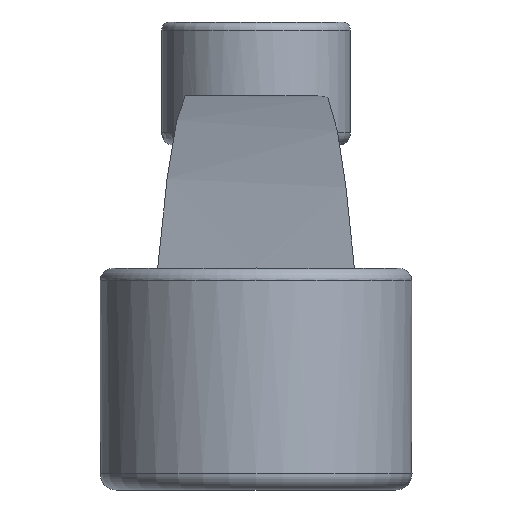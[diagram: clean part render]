
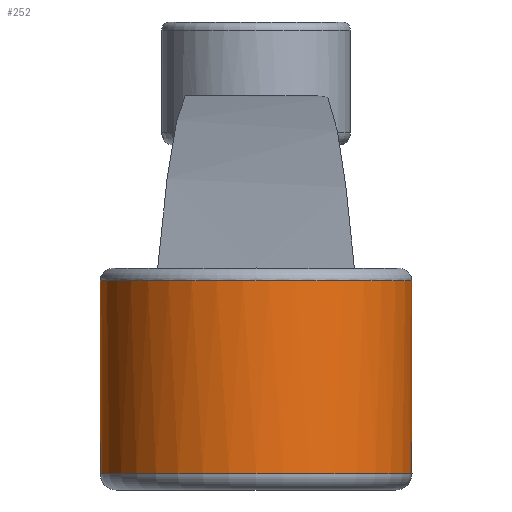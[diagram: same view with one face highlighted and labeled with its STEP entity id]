
A CAD part, left-side view. The second image highlights one B-rep face of the part: STEP entity #252.
In plain terms, the highlighted cylindrical face has radius 19 mm (diameter 38 mm), a full revolution.
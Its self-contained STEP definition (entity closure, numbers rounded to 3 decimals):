
#112=FACE_BOUND('',#325,.T.);
#113=FACE_BOUND('',#326,.T.);
#138=CYLINDRICAL_SURFACE('',#711,19.);
#171=LINE('',#1148,#210);
#174=LINE('',#1154,#213);
#210=VECTOR('',#817,1.);
#213=VECTOR('',#824,1.);
#252=ADVANCED_FACE('',(#112,#113),#138,.T.);
#325=EDGE_LOOP('',(#461));
#326=EDGE_LOOP('',(#462,#463,#464,#465,#466,#467,#468));
#343=CIRCLE('',#676,19.);
#344=CIRCLE('',#678,19.);
#345=CIRCLE('',#680,19.);
#352=CIRCLE('',#710,19.);
#461=ORIENTED_EDGE('',*,*,#641,.T.);
#462=ORIENTED_EDGE('',*,*,#610,.T.);
#463=ORIENTED_EDGE('',*,*,#630,.T.);
#464=ORIENTED_EDGE('',*,*,#598,.T.);
#465=ORIENTED_EDGE('',*,*,#634,.F.);
#466=ORIENTED_EDGE('',*,*,#612,.T.);
#467=ORIENTED_EDGE('',*,*,#608,.T.);
#468=ORIENTED_EDGE('',*,*,#604,.T.);
#540=VERTEX_POINT('',#998);
#541=VERTEX_POINT('',#1000);
#542=VERTEX_POINT('',#1019);
#546=VERTEX_POINT('',#1041);
#550=VERTEX_POINT('',#1075);
#551=VERTEX_POINT('',#1084);
#552=VERTEX_POINT('',#1103);
#567=VERTEX_POINT('',#1174);
#598=EDGE_CURVE('',#541,#540,#343,.T.);
#604=EDGE_CURVE('',#542,#546,#344,.T.);
#608=EDGE_CURVE('',#550,#542,#345,.T.);
#610=EDGE_CURVE('',#546,#551,#657,.T.);
#612=EDGE_CURVE('',#552,#550,#658,.T.);
#630=EDGE_CURVE('',#551,#541,#171,.T.);
#634=EDGE_CURVE('',#552,#540,#174,.T.);
#641=EDGE_CURVE('',#567,#567,#352,.T.);
#657=B_SPLINE_CURVE_WITH_KNOTS('',3,(#1078,#1079,#1080,#1081,#1082,#1083),
.UNSPECIFIED.,.F.,.F.,(4,2,4),(0.,0.5,1.),.UNSPECIFIED.);
#658=B_SPLINE_CURVE_WITH_KNOTS('',3,(#1087,#1088,#1089,#1090,#1091,#1092,
#1093,#1094,#1095,#1096,#1097,#1098,#1099,#1100,#1101,#1102),.UNSPECIFIED.,
.F.,.F.,(4,3,3,3,3,4),(0.,0.109,0.217,0.374,
0.623,1.),.UNSPECIFIED.);
#676=AXIS2_PLACEMENT_3D('',#999,#763,#764);
#678=AXIS2_PLACEMENT_3D('',#1042,#770,#771);
#680=AXIS2_PLACEMENT_3D('',#1074,#776,#777);
#710=AXIS2_PLACEMENT_3D('',#1173,#850,#851);
#711=AXIS2_PLACEMENT_3D('',#1175,#852,#853);
#763=DIRECTION('',(0.,0.,-1.));
#764=DIRECTION('',(1.,0.,0.));
#770=DIRECTION('',(0.,0.,-1.));
#771=DIRECTION('',(1.,0.,0.));
#776=DIRECTION('',(0.,0.,-1.));
#777=DIRECTION('',(1.,0.,0.));
#817=DIRECTION('',(0.,0.,1.));
#824=DIRECTION('',(0.,0.,1.));
#850=DIRECTION('',(0.,0.,1.));
#851=DIRECTION('',(1.,0.,0.));
#852=DIRECTION('',(0.,0.,-1.));
#853=DIRECTION('',(-1.,0.,0.));
#998=CARTESIAN_POINT('',(96.032,190.867,-1.5));
#999=CARTESIAN_POINT('',(81.301,178.867,-1.5));
#1000=CARTESIAN_POINT('',(96.032,166.867,-1.5));
#1019=CARTESIAN_POINT('',(100.301,178.867,-8.));
#1041=CARTESIAN_POINT('',(98.032,169.862,-8.));
#1042=CARTESIAN_POINT('',(81.301,178.867,-8.));
#1074=CARTESIAN_POINT('',(81.301,178.867,-8.));
#1075=CARTESIAN_POINT('',(98.032,187.871,-8.));
#1078=CARTESIAN_POINT('',(98.032,169.862,-8.));
#1079=CARTESIAN_POINT('',(97.673,169.196,-8.));
#1080=CARTESIAN_POINT('',(97.275,168.555,-7.916));
#1081=CARTESIAN_POINT('',(96.47,167.404,-7.343));
#1082=CARTESIAN_POINT('',(96.032,166.867,-6.769));
#1083=CARTESIAN_POINT('',(96.032,166.867,-6.));
#1084=CARTESIAN_POINT('',(96.032,166.867,-6.));
#1087=CARTESIAN_POINT('',(96.032,190.867,-6.));
#1088=CARTESIAN_POINT('',(96.032,190.867,-6.164));
#1089=CARTESIAN_POINT('',(96.053,190.841,-6.331));
#1090=CARTESIAN_POINT('',(96.091,190.794,-6.483));
#1091=CARTESIAN_POINT('',(96.129,190.747,-6.635));
#1092=CARTESIAN_POINT('',(96.184,190.678,-6.777));
#1093=CARTESIAN_POINT('',(96.248,190.597,-6.903));
#1094=CARTESIAN_POINT('',(96.341,190.478,-7.087));
#1095=CARTESIAN_POINT('',(96.455,190.329,-7.242));
#1096=CARTESIAN_POINT('',(96.574,190.168,-7.37));
#1097=CARTESIAN_POINT('',(96.762,189.914,-7.569));
#1098=CARTESIAN_POINT('',(96.967,189.623,-7.707));
#1099=CARTESIAN_POINT('',(97.166,189.321,-7.803));
#1100=CARTESIAN_POINT('',(97.468,188.864,-7.948));
#1101=CARTESIAN_POINT('',(97.763,188.37,-8.));
#1102=CARTESIAN_POINT('',(98.032,187.871,-8.));
#1103=CARTESIAN_POINT('',(96.032,190.867,-6.));
#1148=CARTESIAN_POINT('',(96.032,166.867,-265.));
#1154=CARTESIAN_POINT('',(96.032,190.867,-265.));
#1173=CARTESIAN_POINT('',(81.301,178.867,-25.));
#1174=CARTESIAN_POINT('',(100.301,178.867,-25.));
#1175=CARTESIAN_POINT('',(81.301,178.867,0.));
